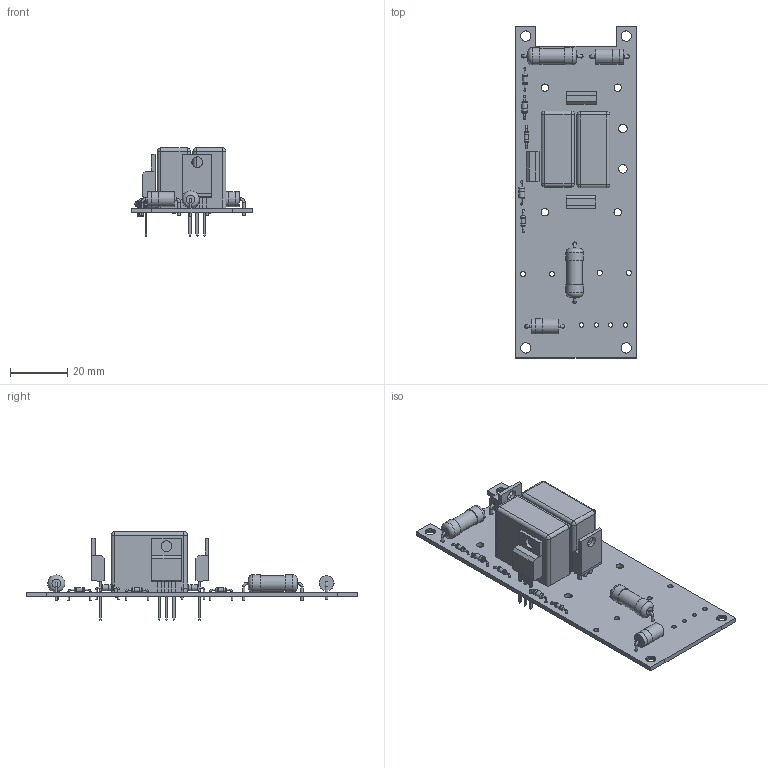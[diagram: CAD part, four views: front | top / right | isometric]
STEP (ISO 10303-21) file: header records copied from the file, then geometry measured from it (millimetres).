
FILE_DESCRIPTION(('KiCad electronic assembly'),'2;1');
FILE_NAME('ZVS.step','2023-12-22T14:53:42',('Pcbnew'),('Kicad'), 'Open CASCADE STEP processor 7.6','KiCad to STEP converter','Unknown' );
FILE_SCHEMA(('AUTOMOTIVE_DESIGN { 1 0 10303 214 1 1 1 1 }'));
Length unit declared in the file: millimetre
Products named in the file (14): ZVS 1; R_Axial_DIN0617_L17.0mm_D6.0mm_P20.32mm_Horizontal; SOLID; D_DO-35_SOD27_P7.62mm_Horizontal; COMPOUND; R_Axial_DIN0204_L3.6mm_D1.6mm_P7.62mm_Horizontal; C_Rect_L26.5mm_W11.5mm_P22.50mm_MKS4; D_DO-201_P12.70mm_Horizontal; TO-220-3_Vertical; PCB
Assembly tree (21 placements, depth 3):
  ZVS 1
    R_Axial_DIN0617_L17.0mm_D6.0mm_P20.32mm_Horizontal  x2
      SOLID
    D_DO-35_SOD27_P7.62mm_Horizontal  x2
      COMPOUND
    R_Axial_DIN0204_L3.6mm_D1.6mm_P7.62mm_Horizontal  x3
      SOLID
    C_Rect_L26.5mm_W11.5mm_P22.50mm_MKS4  x2
      SOLID
    D_DO-201_P12.70mm_Horizontal  x2
      SOLID
    TO-220-3_Vertical  x3
      SOLID
    PCB
Bounding box: 42.01 x 115.75 x 30.75 mm (x, y, z)
Volume: 22785.4 mm3; surface area: 17521.3 mm2
Topology: 17 solids, 17 shells, 564 faces, 1416 edges, 914 vertices
Faces by surface type: plane 395, cylinder 129, torus 32, sphere 8
Full cylindrical faces by diameter (mm): 0.5 x18, 0.7 x6, 0.8 x12, 0.9 x4, 1 x8, 1.1 x9, 1.2 x8, 1.3 x4, 1.44 x3, 1.52 x4, 1.6 x6, 1.8 x4, 2 x4, 2.02 x2, 2.6 x4, 3 x2, 3.735 x3, 5.21 x4, 5.23 x2, 5.4 x2, 6 x4
Entity records: 25629 total; most frequent: CARTESIAN_POINT 4748, DIRECTION 3724, LINE 2555, VECTOR 2555, ORIENTED_EDGE 1924, PCURVE 1924, DEFINITIONAL_REPRESENTATION 1924, EDGE_CURVE 962
